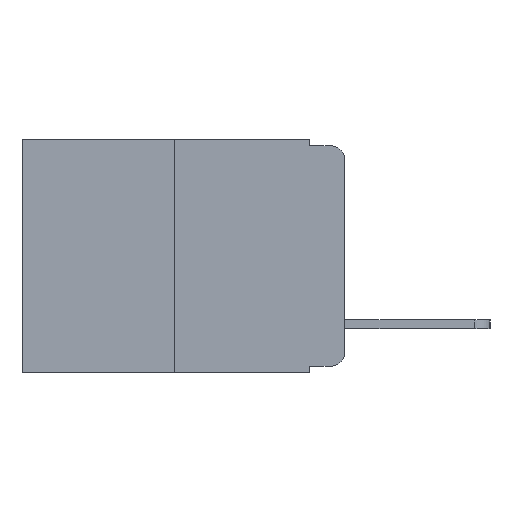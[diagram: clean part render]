
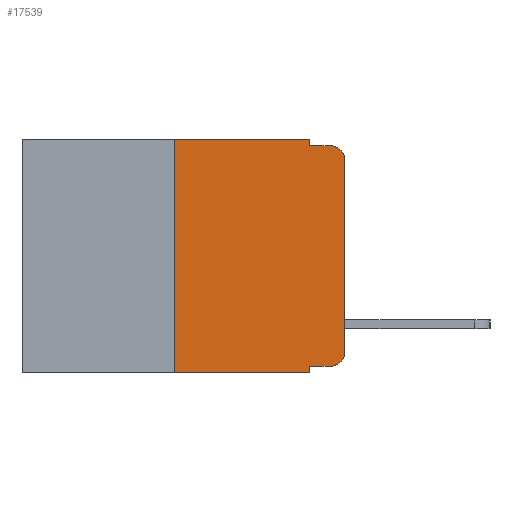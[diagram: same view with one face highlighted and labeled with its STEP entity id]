
A CAD part, left-side view. The second image highlights one B-rep face of the part: STEP entity #17539.
In plain terms, the highlighted planar face has unit normal (-1, 0, 0).
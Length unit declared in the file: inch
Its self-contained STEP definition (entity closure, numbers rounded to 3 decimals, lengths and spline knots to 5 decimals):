
#223 = VERTEX_POINT ( 'NONE', #3243 ) ;
#428 = VECTOR ( 'NONE', #18750, 39.37008 ) ;
#486 = VERTEX_POINT ( 'NONE', #986 ) ;
#736 = CARTESIAN_POINT ( 'NONE',  ( 0., 0.473, -0.343 ) ) ;
#869 = CARTESIAN_POINT ( 'NONE',  ( 0., 0.02, -0.313 ) ) ;
#986 = CARTESIAN_POINT ( 'NONE',  ( 0., 0.051, -0.333 ) ) ;
#988 = ORIENTED_EDGE ( 'NONE', *, *, #10751, .T. ) ;
#1446 = CIRCLE ( 'NONE', #15778, 0.02 ) ;
#1492 = ORIENTED_EDGE ( 'NONE', *, *, #15862, .F. ) ;
#1495 = EDGE_CURVE ( 'NONE', #8464, #8761, #8462, .T. ) ;
#1651 = PLANE ( 'NONE',  #3643 ) ;
#1700 = EDGE_CURVE ( 'NONE', #7196, #13664, #1446, .T. ) ;
#2022 = ORIENTED_EDGE ( 'NONE', *, *, #1495, .T. ) ;
#2205 = EDGE_CURVE ( 'NONE', #486, #8761, #12613, .T. ) ;
#2229 = VECTOR ( 'NONE', #6190, 39.37008 ) ;
#2657 = DIRECTION ( 'NONE',  ( -1., 0., 0. ) ) ;
#2705 = FACE_OUTER_BOUND ( 'NONE', #5059, .T. ) ;
#3243 = CARTESIAN_POINT ( 'NONE',  ( 0., 0.051, -0.01 ) ) ;
#3271 = DIRECTION ( 'NONE',  ( 0., 0., -1. ) ) ;
#3354 = CARTESIAN_POINT ( 'NONE',  ( 0., 0.051, 0. ) ) ;
#3643 = AXIS2_PLACEMENT_3D ( 'NONE', #15140, #12267, #3271 ) ;
#3730 = LINE ( 'NONE', #9903, #15161 ) ;
#3898 = DIRECTION ( 'NONE',  ( 0., -1., 0. ) ) ;
#4121 = LINE ( 'NONE', #16181, #12111 ) ;
#5059 = EDGE_LOOP ( 'NONE', ( #16487, #988, #9201, #1492, #5619, #17369, #2022, #10120, #6589, #10574 ) ) ;
#5106 = VECTOR ( 'NONE', #17609, 39.37008 ) ;
#5546 = EDGE_CURVE ( 'NONE', #8464, #17867, #8506, .T. ) ;
#5619 = ORIENTED_EDGE ( 'NONE', *, *, #10575, .F. ) ;
#5804 = EDGE_CURVE ( 'NONE', #223, #8686, #3730, .T. ) ;
#5817 = DIRECTION ( 'NONE',  ( 0., -1., 0. ) ) ;
#5839 = CARTESIAN_POINT ( 'NONE',  ( 0., 0., 0. ) ) ;
#6190 = DIRECTION ( 'NONE',  ( 0., 0., -1. ) ) ;
#6589 = ORIENTED_EDGE ( 'NONE', *, *, #12055, .T. ) ;
#6590 = CARTESIAN_POINT ( 'NONE',  ( 0., 0.051, -0.333 ) ) ;
#7058 = CARTESIAN_POINT ( 'NONE',  ( 0., 0.25, 0. ) ) ;
#7196 = VERTEX_POINT ( 'NONE', #9832 ) ;
#7514 = CARTESIAN_POINT ( 'NONE',  ( 0., 0.02, -0.01 ) ) ;
#7810 = DIRECTION ( 'NONE',  ( -1., 0., 0. ) ) ;
#7859 = LINE ( 'NONE', #6590, #15701 ) ;
#7924 = CARTESIAN_POINT ( 'NONE',  ( 0., 0., -0.313 ) ) ;
#8462 = LINE ( 'NONE', #736, #16691 ) ;
#8464 = VERTEX_POINT ( 'NONE', #11463 ) ;
#8506 = LINE ( 'NONE', #17944, #12912 ) ;
#8686 = VERTEX_POINT ( 'NONE', #7514 ) ;
#8761 = VERTEX_POINT ( 'NONE', #9252 ) ;
#9201 = ORIENTED_EDGE ( 'NONE', *, *, #5804, .F. ) ;
#9252 = CARTESIAN_POINT ( 'NONE',  ( 0., 0.051, -0.343 ) ) ;
#9263 = DIRECTION ( 'NONE',  ( 0., 0., 1. ) ) ;
#9832 = CARTESIAN_POINT ( 'NONE',  ( 0., 0.02, -0.333 ) ) ;
#9903 = CARTESIAN_POINT ( 'NONE',  ( 0., 0.051, -0.01 ) ) ;
#10120 = ORIENTED_EDGE ( 'NONE', *, *, #2205, .F. ) ;
#10313 = LINE ( 'NONE', #10672, #2229 ) ;
#10574 = ORIENTED_EDGE ( 'NONE', *, *, #1700, .T. ) ;
#10575 = EDGE_CURVE ( 'NONE', #17867, #11866, #4121, .T. ) ;
#10672 = CARTESIAN_POINT ( 'NONE',  ( 0., 0.051, 0. ) ) ;
#10751 = EDGE_CURVE ( 'NONE', #14640, #8686, #16189, .T. ) ;
#11463 = CARTESIAN_POINT ( 'NONE',  ( 0., 0.25, -0.343 ) ) ;
#11866 = VERTEX_POINT ( 'NONE', #17868 ) ;
#11966 = AXIS2_PLACEMENT_3D ( 'NONE', #16610, #7810, #18038 ) ;
#12055 = EDGE_CURVE ( 'NONE', #486, #7196, #7859, .T. ) ;
#12111 = VECTOR ( 'NONE', #5817, 39.37008 ) ;
#12267 = DIRECTION ( 'NONE',  ( 1., 0., 0. ) ) ;
#12613 = LINE ( 'NONE', #3354, #428 ) ;
#12912 = VECTOR ( 'NONE', #9263, 39.37008 ) ;
#13027 = DIRECTION ( 'NONE',  ( 0., 0., -1. ) ) ;
#13086 = LINE ( 'NONE', #5839, #5106 ) ;
#13664 = VERTEX_POINT ( 'NONE', #7924 ) ;
#14244 = DIRECTION ( 'NONE',  ( 0., -1., 0. ) ) ;
#14640 = VERTEX_POINT ( 'NONE', #16418 ) ;
#15140 = CARTESIAN_POINT ( 'NONE',  ( 0., 0.473, 0. ) ) ;
#15161 = VECTOR ( 'NONE', #14244, 39.37008 ) ;
#15455 = DIRECTION ( 'NONE',  ( 0., -1., 0. ) ) ;
#15701 = VECTOR ( 'NONE', #15455, 39.37008 ) ;
#15778 = AXIS2_PLACEMENT_3D ( 'NONE', #869, #2657, #13027 ) ;
#15862 = EDGE_CURVE ( 'NONE', #11866, #223, #10313, .T. ) ;
#16181 = CARTESIAN_POINT ( 'NONE',  ( 0., 0.473, 0. ) ) ;
#16189 = CIRCLE ( 'NONE', #11966, 0.02 ) ;
#16418 = CARTESIAN_POINT ( 'NONE',  ( 0., 0., -0.03 ) ) ;
#16487 = ORIENTED_EDGE ( 'NONE', *, *, #17395, .T. ) ;
#16610 = CARTESIAN_POINT ( 'NONE',  ( 0., 0.02, -0.03 ) ) ;
#16691 = VECTOR ( 'NONE', #3898, 39.37008 ) ;
#17369 = ORIENTED_EDGE ( 'NONE', *, *, #5546, .F. ) ;
#17395 = EDGE_CURVE ( 'NONE', #13664, #14640, #13086, .T. ) ;
#17539 = ADVANCED_FACE ( 'NONE', ( #2705 ), #1651, .F. ) ;
#17609 = DIRECTION ( 'NONE',  ( 0., 0., 1. ) ) ;
#17867 = VERTEX_POINT ( 'NONE', #7058 ) ;
#17868 = CARTESIAN_POINT ( 'NONE',  ( 0., 0.051, 0. ) ) ;
#17944 = CARTESIAN_POINT ( 'NONE',  ( 0., 0.25, 0. ) ) ;
#18038 = DIRECTION ( 'NONE',  ( 0., 0., -1. ) ) ;
#18750 = DIRECTION ( 'NONE',  ( 0., 0., -1. ) ) ;
